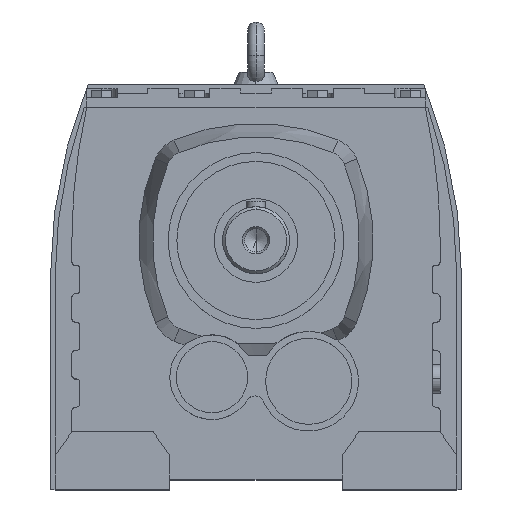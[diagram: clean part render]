
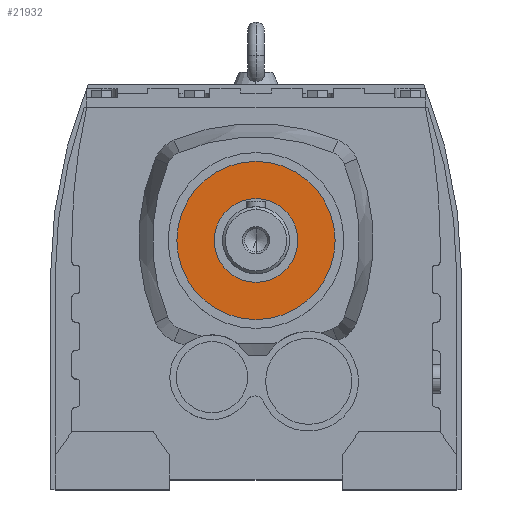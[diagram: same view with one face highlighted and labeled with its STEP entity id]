
A CAD part, top view. The second image highlights one B-rep face of the part: STEP entity #21932.
In plain terms, the highlighted planar face has unit normal (0, 0, 1).
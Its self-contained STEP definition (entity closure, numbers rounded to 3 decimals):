
#17470 = CYLINDRICAL_SURFACE('',#17471,41.344);
#17471 = AXIS2_PLACEMENT_3D('',#17472,#17473,#17474);
#17472 = CARTESIAN_POINT('',(0.,20.7,280.));
#17473 = DIRECTION('',(0.,0.,1.));
#17474 = DIRECTION('',(0.,-1.,0.));
#17500 = CYLINDRICAL_SURFACE('',#17501,41.344);
#17501 = AXIS2_PLACEMENT_3D('',#17502,#17503,#17504);
#17502 = CARTESIAN_POINT('',(0.,20.7,280.));
#17503 = DIRECTION('',(0.,0.,1.));
#17504 = DIRECTION('',(0.,-1.,0.));
#21014 = VERTEX_POINT('',#21015);
#21015 = CARTESIAN_POINT('',(0.,62.044,203.));
#21036 = VERTEX_POINT('',#21037);
#21037 = CARTESIAN_POINT('',(0.,-20.644,203.));
#21056 = EDGE_CURVE('',#21014,#21036,#21057,.T.);
#21057 = SURFACE_CURVE('',#21058,(#21063,#21069),.PCURVE_S1.);
#21058 = CIRCLE('',#21059,41.344);
#21059 = AXIS2_PLACEMENT_3D('',#21060,#21061,#21062);
#21060 = CARTESIAN_POINT('',(0.,20.7,203.));
#21061 = DIRECTION('',(0.,0.,-1.));
#21062 = DIRECTION('',(-1.,0.,0.));
#21063 = PCURVE('',#17470,#21064);
#21064 = DEFINITIONAL_REPRESENTATION('',(#21065),#21068);
#21065 = B_SPLINE_CURVE_WITH_KNOTS('',1,(#21066,#21067),.UNSPECIFIED.,
  .F.,.F.,(2,2),(1.571,4.712),
  .PIECEWISE_BEZIER_KNOTS.);
#21066 = CARTESIAN_POINT('',(3.142,-77.));
#21067 = CARTESIAN_POINT('',(0.,-77.));
#21068 = ( GEOMETRIC_REPRESENTATION_CONTEXT(2) 
PARAMETRIC_REPRESENTATION_CONTEXT() REPRESENTATION_CONTEXT('2D SPACE',''
  ) );
#21069 = PCURVE('',#21070,#21075);
#21070 = PLANE('',#21071);
#21071 = AXIS2_PLACEMENT_3D('',#21072,#21073,#21074);
#21072 = CARTESIAN_POINT('',(-17.834,14.034,203.));
#21073 = DIRECTION('',(0.,0.,-1.));
#21074 = DIRECTION('',(-1.,0.,0.));
#21075 = DEFINITIONAL_REPRESENTATION('',(#21076),#21080);
#21076 = CIRCLE('',#21077,41.344);
#21077 = AXIS2_PLACEMENT_2D('',#21078,#21079);
#21078 = CARTESIAN_POINT('',(-17.834,6.666));
#21079 = DIRECTION('',(1.,0.));
#21080 = ( GEOMETRIC_REPRESENTATION_CONTEXT(2) 
PARAMETRIC_REPRESENTATION_CONTEXT() REPRESENTATION_CONTEXT('2D SPACE',''
  ) );
#21085 = EDGE_CURVE('',#21036,#21014,#21086,.T.);
#21086 = SURFACE_CURVE('',#21087,(#21092,#21098),.PCURVE_S1.);
#21087 = CIRCLE('',#21088,41.344);
#21088 = AXIS2_PLACEMENT_3D('',#21089,#21090,#21091);
#21089 = CARTESIAN_POINT('',(0.,20.7,203.));
#21090 = DIRECTION('',(0.,0.,-1.));
#21091 = DIRECTION('',(-1.,0.,0.));
#21092 = PCURVE('',#17500,#21093);
#21093 = DEFINITIONAL_REPRESENTATION('',(#21094),#21097);
#21094 = B_SPLINE_CURVE_WITH_KNOTS('',1,(#21095,#21096),.UNSPECIFIED.,
  .F.,.F.,(2,2),(4.712,7.854),
  .PIECEWISE_BEZIER_KNOTS.);
#21095 = CARTESIAN_POINT('',(6.283,-77.));
#21096 = CARTESIAN_POINT('',(3.142,-77.));
#21097 = ( GEOMETRIC_REPRESENTATION_CONTEXT(2) 
PARAMETRIC_REPRESENTATION_CONTEXT() REPRESENTATION_CONTEXT('2D SPACE',''
  ) );
#21098 = PCURVE('',#21070,#21099);
#21099 = DEFINITIONAL_REPRESENTATION('',(#21100),#21104);
#21100 = CIRCLE('',#21101,41.344);
#21101 = AXIS2_PLACEMENT_2D('',#21102,#21103);
#21102 = CARTESIAN_POINT('',(-17.834,6.666));
#21103 = DIRECTION('',(1.,0.));
#21104 = ( GEOMETRIC_REPRESENTATION_CONTEXT(2) 
PARAMETRIC_REPRESENTATION_CONTEXT() REPRESENTATION_CONTEXT('2D SPACE',''
  ) );
#21932 = ADVANCED_FACE('',(#21933,#21999),#21070,.F.);
#21933 = FACE_BOUND('',#21934,.T.);
#21934 = EDGE_LOOP('',(#21935,#21969));
#21935 = ORIENTED_EDGE('',*,*,#21936,.F.);
#21936 = EDGE_CURVE('',#21937,#21939,#21941,.T.);
#21937 = VERTEX_POINT('',#21938);
#21938 = CARTESIAN_POINT('',(0.,-1.175,203.));
#21939 = VERTEX_POINT('',#21940);
#21940 = CARTESIAN_POINT('',(0.,42.575,203.));
#21941 = SURFACE_CURVE('',#21942,(#21947,#21958),.PCURVE_S1.);
#21942 = CIRCLE('',#21943,21.875);
#21943 = AXIS2_PLACEMENT_3D('',#21944,#21945,#21946);
#21944 = CARTESIAN_POINT('',(0.,20.7,203.));
#21945 = DIRECTION('',(0.,0.,1.));
#21946 = DIRECTION('',(-1.,0.,0.));
#21947 = PCURVE('',#21070,#21948);
#21948 = DEFINITIONAL_REPRESENTATION('',(#21949),#21957);
#21949 = ( BOUNDED_CURVE() B_SPLINE_CURVE(2,(#21950,#21951,#21952,#21953
    ,#21954,#21955,#21956),.UNSPECIFIED.,.F.,.F.) 
B_SPLINE_CURVE_WITH_KNOTS((1,2,2,2,2,1),(-2.094,0.,
    2.094,4.189,6.283,8.378),
.UNSPECIFIED.) CURVE() GEOMETRIC_REPRESENTATION_ITEM() 
RATIONAL_B_SPLINE_CURVE((1.,0.5,1.,0.5,1.,0.5,1.)) REPRESENTATION_ITEM(
  '') );
#21950 = CARTESIAN_POINT('',(4.041,6.666));
#21951 = CARTESIAN_POINT('',(4.041,-31.223));
#21952 = CARTESIAN_POINT('',(-28.772,-12.279));
#21953 = CARTESIAN_POINT('',(-61.584,6.666));
#21954 = CARTESIAN_POINT('',(-28.772,25.61));
#21955 = CARTESIAN_POINT('',(4.041,44.554));
#21956 = CARTESIAN_POINT('',(4.041,6.666));
#21957 = ( GEOMETRIC_REPRESENTATION_CONTEXT(2) 
PARAMETRIC_REPRESENTATION_CONTEXT() REPRESENTATION_CONTEXT('2D SPACE',''
  ) );
#21958 = PCURVE('',#21959,#21964);
#21959 = CYLINDRICAL_SURFACE('',#21960,21.875);
#21960 = AXIS2_PLACEMENT_3D('',#21961,#21962,#21963);
#21961 = CARTESIAN_POINT('',(0.,20.7,280.));
#21962 = DIRECTION('',(0.,0.,1.));
#21963 = DIRECTION('',(0.,-1.,0.));
#21964 = DEFINITIONAL_REPRESENTATION('',(#21965),#21968);
#21965 = B_SPLINE_CURVE_WITH_KNOTS('',1,(#21966,#21967),.UNSPECIFIED.,
  .F.,.F.,(2,2),(1.571,4.712),
  .PIECEWISE_BEZIER_KNOTS.);
#21966 = CARTESIAN_POINT('',(0.,-77.));
#21967 = CARTESIAN_POINT('',(3.142,-77.));
#21968 = ( GEOMETRIC_REPRESENTATION_CONTEXT(2) 
PARAMETRIC_REPRESENTATION_CONTEXT() REPRESENTATION_CONTEXT('2D SPACE',''
  ) );
#21969 = ORIENTED_EDGE('',*,*,#21970,.F.);
#21970 = EDGE_CURVE('',#21939,#21937,#21971,.T.);
#21971 = SURFACE_CURVE('',#21972,(#21977,#21988),.PCURVE_S1.);
#21972 = CIRCLE('',#21973,21.875);
#21973 = AXIS2_PLACEMENT_3D('',#21974,#21975,#21976);
#21974 = CARTESIAN_POINT('',(0.,20.7,203.));
#21975 = DIRECTION('',(0.,0.,1.));
#21976 = DIRECTION('',(-1.,0.,0.));
#21977 = PCURVE('',#21070,#21978);
#21978 = DEFINITIONAL_REPRESENTATION('',(#21979),#21987);
#21979 = ( BOUNDED_CURVE() B_SPLINE_CURVE(2,(#21980,#21981,#21982,#21983
    ,#21984,#21985,#21986),.UNSPECIFIED.,.F.,.F.) 
B_SPLINE_CURVE_WITH_KNOTS((1,2,2,2,2,1),(-2.094,0.,
    2.094,4.189,6.283,8.378),
.UNSPECIFIED.) CURVE() GEOMETRIC_REPRESENTATION_ITEM() 
RATIONAL_B_SPLINE_CURVE((1.,0.5,1.,0.5,1.,0.5,1.)) REPRESENTATION_ITEM(
  '') );
#21980 = CARTESIAN_POINT('',(4.041,6.666));
#21981 = CARTESIAN_POINT('',(4.041,-31.223));
#21982 = CARTESIAN_POINT('',(-28.772,-12.279));
#21983 = CARTESIAN_POINT('',(-61.584,6.666));
#21984 = CARTESIAN_POINT('',(-28.772,25.61));
#21985 = CARTESIAN_POINT('',(4.041,44.554));
#21986 = CARTESIAN_POINT('',(4.041,6.666));
#21987 = ( GEOMETRIC_REPRESENTATION_CONTEXT(2) 
PARAMETRIC_REPRESENTATION_CONTEXT() REPRESENTATION_CONTEXT('2D SPACE',''
  ) );
#21988 = PCURVE('',#21989,#21994);
#21989 = CYLINDRICAL_SURFACE('',#21990,21.875);
#21990 = AXIS2_PLACEMENT_3D('',#21991,#21992,#21993);
#21991 = CARTESIAN_POINT('',(0.,20.7,280.));
#21992 = DIRECTION('',(0.,0.,1.));
#21993 = DIRECTION('',(0.,-1.,0.));
#21994 = DEFINITIONAL_REPRESENTATION('',(#21995),#21998);
#21995 = B_SPLINE_CURVE_WITH_KNOTS('',1,(#21996,#21997),.UNSPECIFIED.,
  .F.,.F.,(2,2),(4.712,7.854),
  .PIECEWISE_BEZIER_KNOTS.);
#21996 = CARTESIAN_POINT('',(3.142,-77.));
#21997 = CARTESIAN_POINT('',(6.283,-77.));
#21998 = ( GEOMETRIC_REPRESENTATION_CONTEXT(2) 
PARAMETRIC_REPRESENTATION_CONTEXT() REPRESENTATION_CONTEXT('2D SPACE',''
  ) );
#21999 = FACE_BOUND('',#22000,.T.);
#22000 = EDGE_LOOP('',(#22001,#22002));
#22001 = ORIENTED_EDGE('',*,*,#21085,.F.);
#22002 = ORIENTED_EDGE('',*,*,#21056,.F.);
